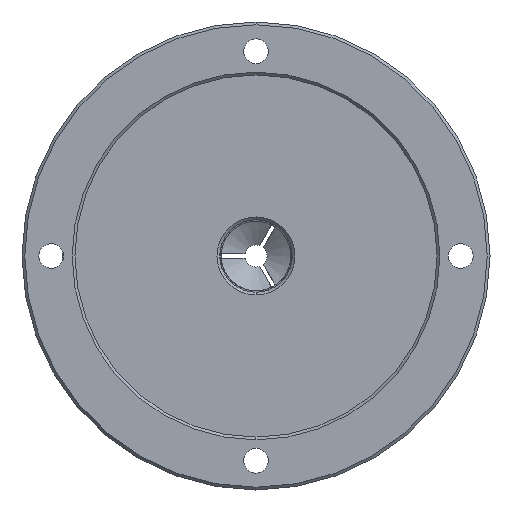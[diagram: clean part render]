
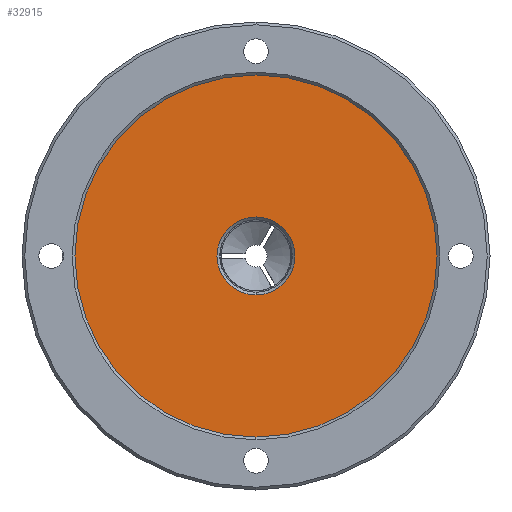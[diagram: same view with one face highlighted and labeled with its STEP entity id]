
A CAD part, left-side view. The second image highlights one B-rep face of the part: STEP entity #32915.
In plain terms, the highlighted planar face has unit normal (-1, 0, 0).
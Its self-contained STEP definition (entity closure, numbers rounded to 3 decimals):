
#155 = EDGE_LOOP ( 'NONE', ( #35060, #27154 ) ) ;
#341 = CIRCLE ( 'NONE', #8787, 65. ) ;
#753 = AXIS2_PLACEMENT_3D ( 'NONE', #21412, #9151, #15309 ) ;
#955 = DIRECTION ( 'NONE',  ( 0., 1., 0. ) ) ;
#2698 = CIRCLE ( 'NONE', #28076, 14. ) ;
#3056 = EDGE_CURVE ( 'NONE', #8278, #18980, #341, .T. ) ;
#8278 = VERTEX_POINT ( 'NONE', #14016 ) ;
#8405 = DIRECTION ( 'NONE',  ( 0., 0., 1. ) ) ;
#8787 = AXIS2_PLACEMENT_3D ( 'NONE', #39624, #26982, #8405 ) ;
#9151 = DIRECTION ( 'NONE',  ( -1., 0., 0. ) ) ;
#10109 = FACE_BOUND ( 'NONE', #18893, .T. ) ;
#10549 = AXIS2_PLACEMENT_3D ( 'NONE', #38469, #25226, #955 ) ;
#11492 = DIRECTION ( 'NONE',  ( 1., 0., 0. ) ) ;
#13814 = VERTEX_POINT ( 'NONE', #25760 ) ;
#14016 = CARTESIAN_POINT ( 'NONE',  ( -79.948, 6.883, -65. ) ) ;
#14241 = CARTESIAN_POINT ( 'NONE',  ( -79.948, 6.883, -14. ) ) ;
#15309 = DIRECTION ( 'NONE',  ( 0., 0., 1. ) ) ;
#15643 = EDGE_CURVE ( 'NONE', #13814, #39284, #27230, .T. ) ;
#16053 = FACE_OUTER_BOUND ( 'NONE', #155, .T. ) ;
#17471 = AXIS2_PLACEMENT_3D ( 'NONE', #29866, #11492, #38861 ) ;
#18893 = EDGE_LOOP ( 'NONE', ( #32802, #35824 ) ) ;
#18980 = VERTEX_POINT ( 'NONE', #21817 ) ;
#20399 = CIRCLE ( 'NONE', #753, 65. ) ;
#21412 = CARTESIAN_POINT ( 'NONE',  ( -79.948, 6.883, 0. ) ) ;
#21817 = CARTESIAN_POINT ( 'NONE',  ( -79.948, 6.883, 65. ) ) ;
#25226 = DIRECTION ( 'NONE',  ( 1., 0., 0. ) ) ;
#25760 = CARTESIAN_POINT ( 'NONE',  ( -79.948, 6.883, 14. ) ) ;
#26982 = DIRECTION ( 'NONE',  ( -1., 0., 0. ) ) ;
#27154 = ORIENTED_EDGE ( 'NONE', *, *, #3056, .T. ) ;
#27230 = CIRCLE ( 'NONE', #17471, 14. ) ;
#28076 = AXIS2_PLACEMENT_3D ( 'NONE', #36768, #39636, #35952 ) ;
#29866 = CARTESIAN_POINT ( 'NONE',  ( -79.948, 6.883, 0. ) ) ;
#31946 = EDGE_CURVE ( 'NONE', #39284, #13814, #2698, .T. ) ;
#32802 = ORIENTED_EDGE ( 'NONE', *, *, #15643, .T. ) ;
#32915 = ADVANCED_FACE ( 'NONE', ( #10109, #16053 ), #38064, .F. ) ;
#34675 = EDGE_CURVE ( 'NONE', #18980, #8278, #20399, .T. ) ;
#35060 = ORIENTED_EDGE ( 'NONE', *, *, #34675, .T. ) ;
#35824 = ORIENTED_EDGE ( 'NONE', *, *, #31946, .T. ) ;
#35952 = DIRECTION ( 'NONE',  ( 0., 0., -1. ) ) ;
#36768 = CARTESIAN_POINT ( 'NONE',  ( -79.948, 6.883, 0. ) ) ;
#38064 = PLANE ( 'NONE',  #10549 ) ;
#38469 = CARTESIAN_POINT ( 'NONE',  ( -79.948, 71.883, 0. ) ) ;
#38861 = DIRECTION ( 'NONE',  ( 0., 0., -1. ) ) ;
#39284 = VERTEX_POINT ( 'NONE', #14241 ) ;
#39624 = CARTESIAN_POINT ( 'NONE',  ( -79.948, 6.883, 0. ) ) ;
#39636 = DIRECTION ( 'NONE',  ( 1., 0., 0. ) ) ;
